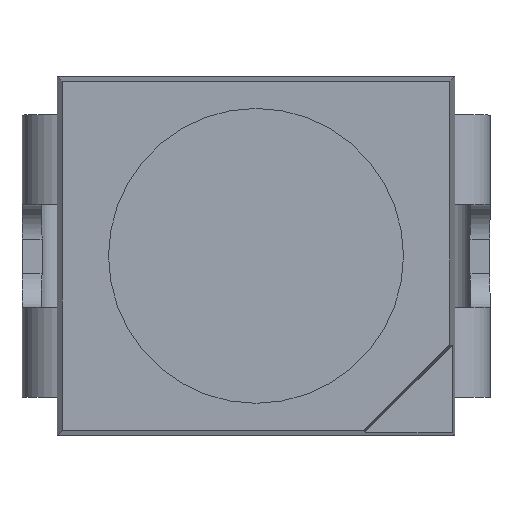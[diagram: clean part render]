
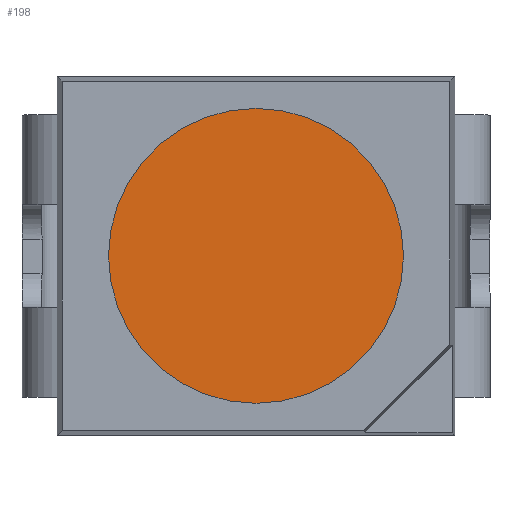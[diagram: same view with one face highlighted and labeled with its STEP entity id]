
A CAD part, top view. The second image highlights one B-rep face of the part: STEP entity #198.
In plain terms, the highlighted planar face has unit normal (0, 0, 1).
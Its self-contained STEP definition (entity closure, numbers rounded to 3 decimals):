
#198=ADVANCED_FACE('',(#872),#874,.T.);
#872=FACE_BOUND('',#873,.T.);
#873=EDGE_LOOP('',(#1380));
#874=PLANE('',#875);
#875=AXIS2_PLACEMENT_3D('',#876,#877,#878);
#876=CARTESIAN_POINT('',(0.,0.,1.397));
#877=DIRECTION('',(0.,0.,1.));
#878=DIRECTION('',(1.,0.,0.));
#1380=ORIENTED_EDGE('',*,*,#1743,.T.);
#1743=EDGE_CURVE('',#1960,#1960,#1961,.T.);
#1960=VERTEX_POINT('',#2351);
#1961=CIRCLE('',#2352,1.15);
#2351=CARTESIAN_POINT('',(1.15,0.,1.397));
#2352=AXIS2_PLACEMENT_3D('',#2353,#2354,#2355);
#2353=CARTESIAN_POINT('',(0.,0.,1.397));
#2354=DIRECTION('',(0.,0.,1.));
#2355=DIRECTION('',(1.,0.,0.));
